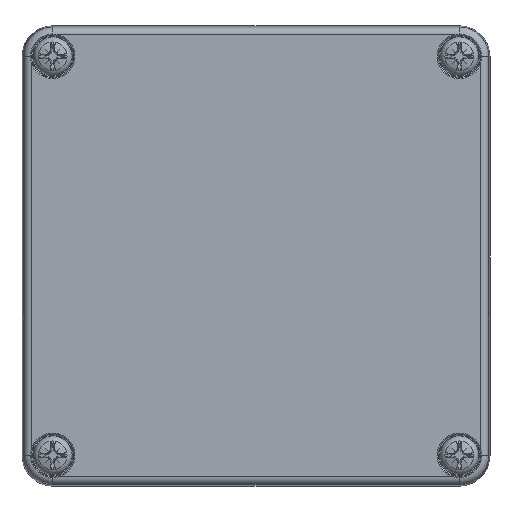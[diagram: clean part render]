
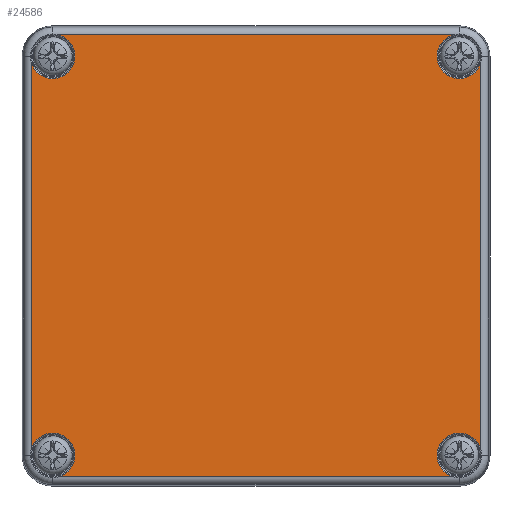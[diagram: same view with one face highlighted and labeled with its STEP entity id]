
A CAD part, top view. The second image highlights one B-rep face of the part: STEP entity #24586.
In plain terms, the highlighted face is planar.
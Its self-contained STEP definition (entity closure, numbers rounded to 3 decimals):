
#24127=CARTESIAN_POINT('',(58.598,50.483,-25.0));
#24128=VERTEX_POINT('',#24127);
#24138=CARTESIAN_POINT('',(51.483,57.598,-25.0));
#24139=VERTEX_POINT('',#24138);
#24140=CARTESIAN_POINT('',(53.,52.,-25.0));
#24141=DIRECTION('',(0.0,0.0,-1.0));
#24142=DIRECTION('',(1.0,0.0,0.0));
#24143=AXIS2_PLACEMENT_3D('',#24140,#24141,#24142);
#24144=CIRCLE('',#24143,5.8);
#24145=EDGE_CURVE('',#24128,#24139,#24144,.T.);
#24208=CARTESIAN_POINT('',(-51.483,57.598,-25.0));
#24209=VERTEX_POINT('',#24208);
#24210=CARTESIAN_POINT('',(51.483,57.598,-25.0));
#24211=DIRECTION('',(-1.0,0.0,0.0));
#24212=VECTOR('',#24211,102.967);
#24213=LINE('',#24210,#24212);
#24214=EDGE_CURVE('',#24139,#24209,#24213,.T.);
#24316=CARTESIAN_POINT('',(51.483,-57.598,-25.0));
#24317=VERTEX_POINT('',#24316);
#24327=CARTESIAN_POINT('',(58.598,-50.483,-25.0));
#24328=VERTEX_POINT('',#24327);
#24329=CARTESIAN_POINT('',(53.,-52.,-25.0));
#24330=DIRECTION('',(0.0,0.0,-1.0));
#24331=DIRECTION('',(1.0,0.0,0.0));
#24332=AXIS2_PLACEMENT_3D('',#24329,#24330,#24331);
#24333=CIRCLE('',#24332,5.8);
#24334=EDGE_CURVE('',#24317,#24328,#24333,.T.);
#24406=CARTESIAN_POINT('',(58.598,-50.483,-25.0));
#24407=DIRECTION('',(0.0,1.0,0.0));
#24408=VECTOR('',#24407,100.967);
#24409=LINE('',#24406,#24408);
#24410=EDGE_CURVE('',#24328,#24128,#24409,.T.);
#24485=CARTESIAN_POINT('',(-58.598,-50.483,-25.0));
#24486=VERTEX_POINT('',#24485);
#24496=CARTESIAN_POINT('',(-51.483,-57.598,-25.0));
#24497=VERTEX_POINT('',#24496);
#24498=CARTESIAN_POINT('',(-53.,-52.,-25.0));
#24499=DIRECTION('',(0.0,0.0,-1.0));
#24500=DIRECTION('',(1.0,0.0,0.0));
#24501=AXIS2_PLACEMENT_3D('',#24498,#24499,#24500);
#24502=CIRCLE('',#24501,5.8);
#24503=EDGE_CURVE('',#24486,#24497,#24502,.T.);
#24549=CARTESIAN_POINT('',(-51.483,-57.598,-25.0));
#24550=DIRECTION('',(1.0,0.0,0.0));
#24551=VECTOR('',#24550,102.967);
#24552=LINE('',#24549,#24551);
#24553=EDGE_CURVE('',#24497,#24317,#24552,.T.);
#24558=CARTESIAN_POINT('',(0.,0.,-25.0));
#24559=DIRECTION('',(0.0,0.0,1.0));
#24560=DIRECTION('',(1.0,0.0,0.0));
#24561=AXIS2_PLACEMENT_3D('',#24558,#24559,#24560);
#24562=PLANE('',#24561);
#24563=ORIENTED_EDGE('',*,*,#24145,.F.);
#24564=ORIENTED_EDGE('',*,*,#24410,.F.);
#24565=ORIENTED_EDGE('',*,*,#24334,.F.);
#24566=ORIENTED_EDGE('',*,*,#24553,.F.);
#24567=ORIENTED_EDGE('',*,*,#24503,.F.);
#24568=CARTESIAN_POINT('',(-58.598,50.483,-25.0));
#24569=VERTEX_POINT('',#24568);
#24570=CARTESIAN_POINT('',(-58.598,50.483,-25.0));
#24571=DIRECTION('',(0.0,-1.0,0.0));
#24572=VECTOR('',#24571,100.967);
#24573=LINE('',#24570,#24572);
#24574=EDGE_CURVE('',#24569,#24486,#24573,.T.);
#24575=ORIENTED_EDGE('',*,*,#24574,.F.);
#24576=CARTESIAN_POINT('',(-53.,52.,-25.0));
#24577=DIRECTION('',(0.0,0.0,-1.0));
#24578=DIRECTION('',(1.0,0.0,0.0));
#24579=AXIS2_PLACEMENT_3D('',#24576,#24577,#24578);
#24580=CIRCLE('',#24579,5.8);
#24581=EDGE_CURVE('',#24209,#24569,#24580,.T.);
#24582=ORIENTED_EDGE('',*,*,#24581,.F.);
#24583=ORIENTED_EDGE('',*,*,#24214,.F.);
#24584=EDGE_LOOP('',(#24563,#24564,#24565,#24566,#24567,#24575,#24582,#24583));
#24585=FACE_OUTER_BOUND('',#24584,.T.);
#24586=ADVANCED_FACE('',(#24585),#24562,.F.);
